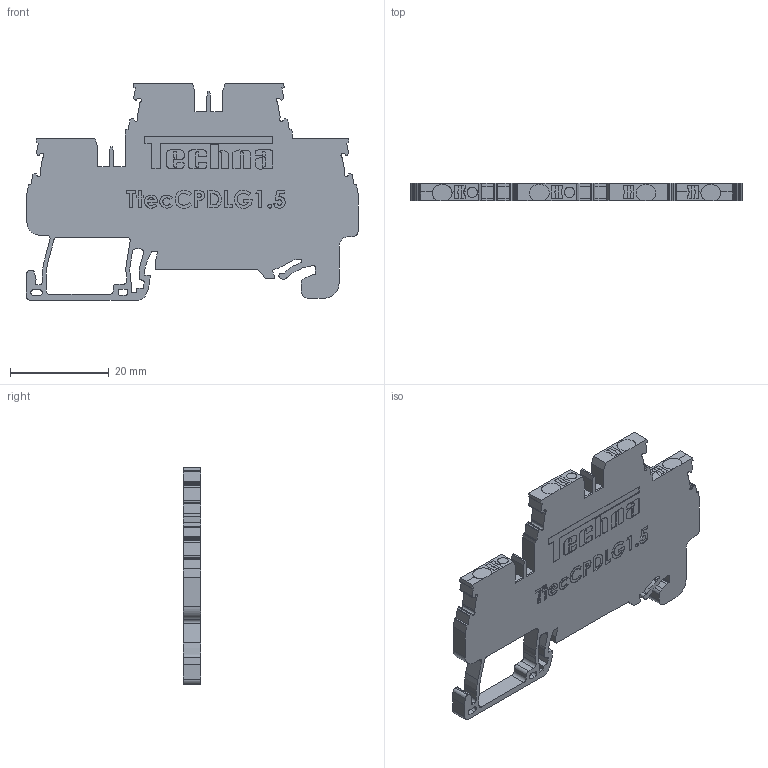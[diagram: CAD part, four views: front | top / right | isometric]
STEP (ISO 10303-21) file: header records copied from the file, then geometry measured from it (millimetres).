
FILE_DESCRIPTION (( 'STEP AP214' ), '1' );
FILE_NAME ('TtecCPDLG1.5.STEP', '2020-07-02T09:08:43', ( '' ), ( '' ), 'SwSTEP 2.0', 'SolidWorks 2020', '' );
FILE_SCHEMA (( 'AUTOMOTIVE_DESIGN' ));
Length unit declared in the file: millimetre
Products named in the file (1): TtecCPDLG1.5
Bounding box: 67.4 x 3.5 x 44 mm (x, y, z)
Volume: 6794.7 mm3; surface area: 5393.2 mm2
Topology: 1 solids, 1 shells, 927 faces, 2635 edges, 1759 vertices
Faces by surface type: plane 531, cylinder 280, bspline 116
Entity records: 42678 total; most frequent: CARTESIAN_POINT 12606, ORIENTED_EDGE 5270, DIRECTION 4593, EDGE_CURVE 2635, LINE 1837, VECTOR 1837, VERTEX_POINT 1759, AXIS2_PLACEMENT_3D 1378
